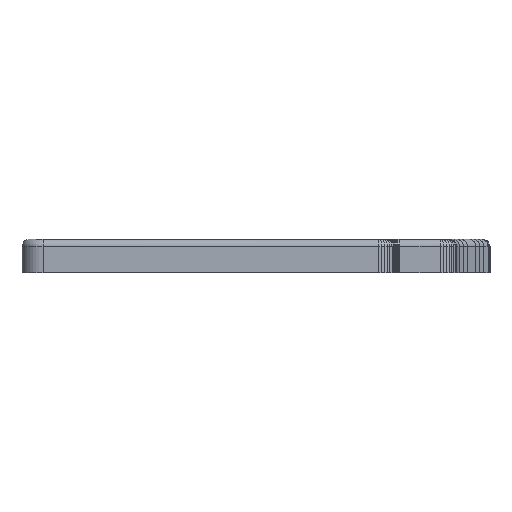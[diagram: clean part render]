
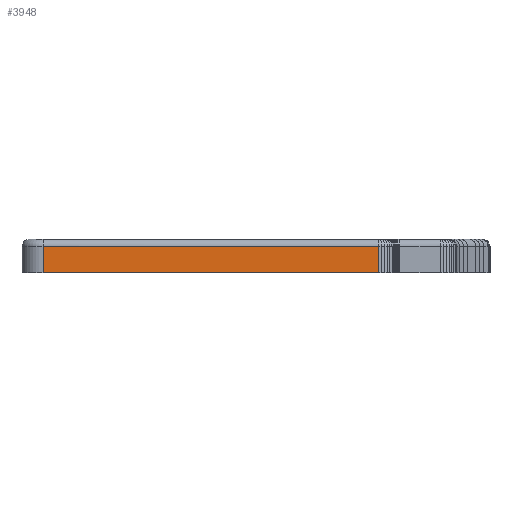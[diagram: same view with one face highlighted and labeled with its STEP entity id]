
A CAD part, left-side view. The second image highlights one B-rep face of the part: STEP entity #3948.
In plain terms, the highlighted planar face has unit normal (-1, 0, 0).
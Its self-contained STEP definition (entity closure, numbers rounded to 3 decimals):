
#354=FACE_OUTER_BOUND('',#563,.T.);
#563=EDGE_LOOP('',(#3433,#3434,#3435,#3436));
#800=LINE('',#6166,#1283);
#1078=LINE('',#6750,#1561);
#1080=LINE('',#6754,#1563);
#1081=LINE('',#6755,#1564);
#1283=VECTOR('',#4671,10.);
#1561=VECTOR('',#5259,10.);
#1563=VECTOR('',#5263,10.);
#1564=VECTOR('',#5264,10.);
#1715=VERTEX_POINT('',#5596);
#1766=VERTEX_POINT('',#6162);
#1917=VERTEX_POINT('',#6749);
#1918=VERTEX_POINT('',#6753);
#2183=EDGE_CURVE('',#1766,#1715,#800,.T.);
#2475=EDGE_CURVE('',#1917,#1715,#1078,.T.);
#2477=EDGE_CURVE('',#1918,#1766,#1080,.T.);
#2478=EDGE_CURVE('',#1918,#1917,#1081,.T.);
#3433=ORIENTED_EDGE('',*,*,#2183,.F.);
#3434=ORIENTED_EDGE('',*,*,#2477,.F.);
#3435=ORIENTED_EDGE('',*,*,#2478,.T.);
#3436=ORIENTED_EDGE('',*,*,#2475,.T.);
#3740=PLANE('',#4235);
#3948=ADVANCED_FACE('',(#354),#3740,.T.);
#4235=AXIS2_PLACEMENT_3D('',#6752,#5261,#5262);
#4671=DIRECTION('',(0.,-1.,0.));
#5259=DIRECTION('',(0.,0.,1.));
#5261=DIRECTION('center_axis',(-1.,0.,0.));
#5262=DIRECTION('ref_axis',(0.,-1.,0.));
#5263=DIRECTION('',(0.,0.,1.));
#5264=DIRECTION('',(0.,-1.,0.));
#5596=CARTESIAN_POINT('',(-1.96,24.578,6.2));
#6162=CARTESIAN_POINT('',(-1.96,104.407,6.2));
#6166=CARTESIAN_POINT('',(-1.96,79.071,6.2));
#6749=CARTESIAN_POINT('',(-1.96,24.578,0.));
#6750=CARTESIAN_POINT('',(-1.96,24.578,0.));
#6752=CARTESIAN_POINT('Origin',(-1.96,104.407,0.));
#6753=CARTESIAN_POINT('',(-1.96,104.407,0.));
#6754=CARTESIAN_POINT('',(-1.96,104.407,0.));
#6755=CARTESIAN_POINT('',(-1.96,104.407,0.));
